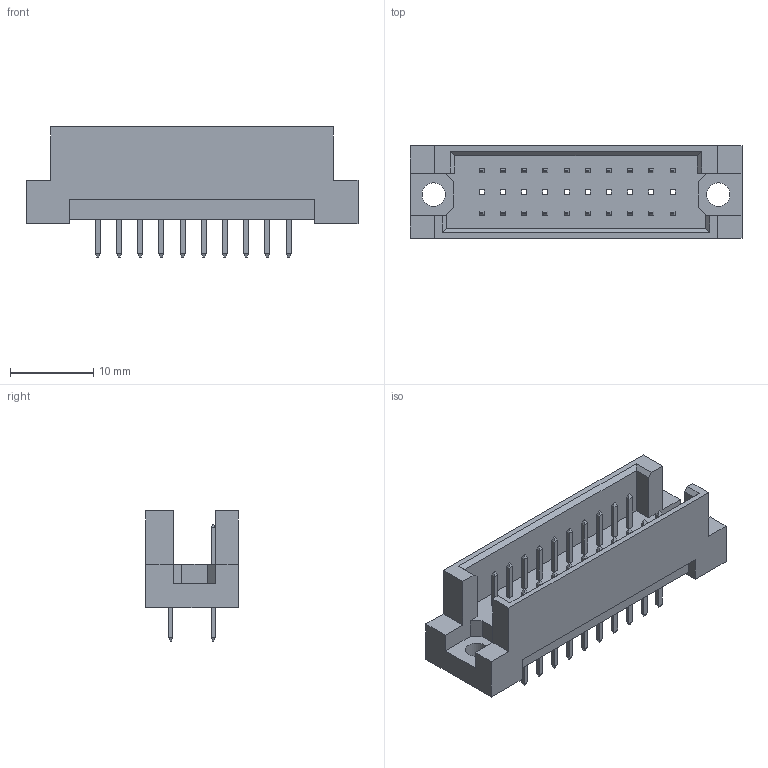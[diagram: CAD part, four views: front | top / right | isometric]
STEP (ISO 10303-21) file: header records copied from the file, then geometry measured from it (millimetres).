
FILE_DESCRIPTION (( 'STEP AP203' ), '1' );
FILE_NAME ('493-120-321-611.STEP', '2019-11-11T19:32:47', ( '' ), ( '' ), 'SwSTEP 2.0', 'SolidWorks 2020', '' );
FILE_SCHEMA (( 'CONFIG_CONTROL_DESIGN' ));
Length unit declared in the file: millimetre
Products named in the file (3): 493-120-321-611; 493-290_21; 493 Part_30
Assembly tree (21 placements, depth 2):
  493-120-321-611
    493 Part_30
    493-290_21  x20
Bounding box: 39.8 x 11.1 x 15.6 mm (x, y, z)
Volume: 2454.7 mm3; surface area: 3346 mm2
Topology: 21 solids, 21 shells, 452 faces, 1066 edges, 656 vertices
Faces by surface type: plane 448, cylinder 4
Entity records: 6991 total; most frequent: CARTESIAN_POINT 1096, ORIENTED_EDGE 1068, DIRECTION 962, EDGE_CURVE 534, VECTOR 526, LINE 526, VERTEX_POINT 352, EDGE_LOOP 250
